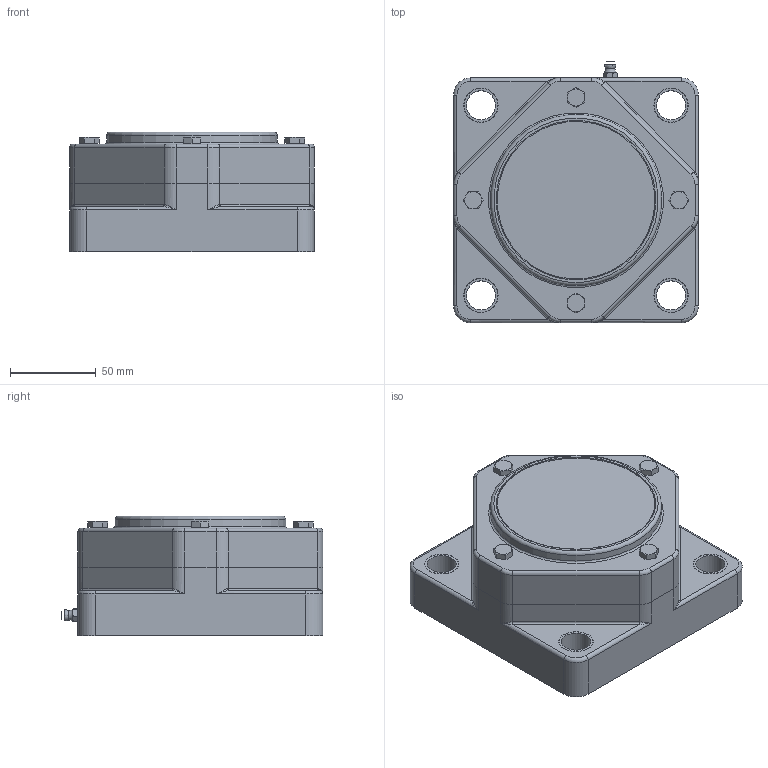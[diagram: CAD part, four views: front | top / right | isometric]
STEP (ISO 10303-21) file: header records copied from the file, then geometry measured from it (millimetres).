
FILE_DESCRIPTION(/* description */ (''),/* implementation_level */ '2;1');
FILE_NAME(/* name */ 'NGB50F40.stp',/* time_stamp */ '2025-08-14T10:35:26+02:00',/* author */ ('rhm'),/* organization */ (''),/* preprocessor_version */ 'ST-DEVELOPER v19.2',/* originating_system */ 'Autodesk Inventor 2023',/* authorisation */ '');
FILE_SCHEMA (('AUTOMOTIVE_DESIGN { 1 0 10303 214 3 1 1 }'));
Length unit declared in the file: millimetre
Products named in the file (1): Part1
Bounding box: 143 x 152.8 x 70 mm (x, y, z)
Volume: 849346.9 mm3; surface area: 135748.2 mm2
Topology: 1 solids, 16 shells, 612 faces, 1484 edges, 903 vertices
Faces by surface type: cylinder 216, plane 215, torus 88, cone 84, bspline 8, sphere 1
Full cylindrical faces by diameter (mm): 3 x1, 4.917 x4, 5.459 x4, 6 x7, 6.5 x4, 6.647 x2, 6.8 x1, 8 x2, 8.7 x4, 9 x4, 17 x4, 19.8 x4, 50 x2, 54.8 x1, 58.3 x1, 60.2 x1, 61 x1, 61.5 x2, 65 x1, 70 x1, 78 x1, 88 x3, 92 x1, 93.2 x1, 100 x1
Entity records: 19156 total; most frequent: CARTESIAN_POINT 3945, DIRECTION 3234, ORIENTED_EDGE 2926, EDGE_CURVE 1463, AXIS2_PLACEMENT_3D 1307, VERTEX_POINT 903, CIRCLE 701, EDGE_LOOP 694
